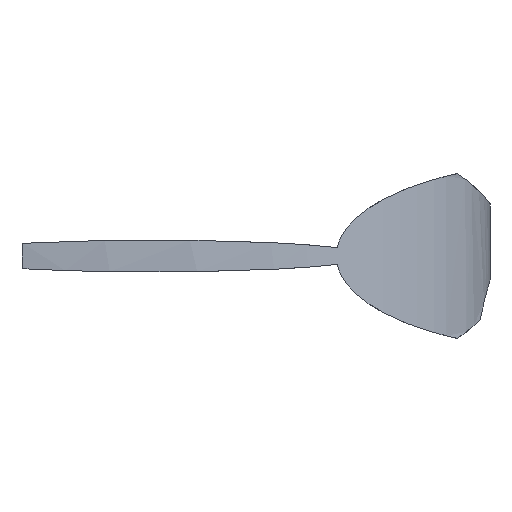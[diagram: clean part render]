
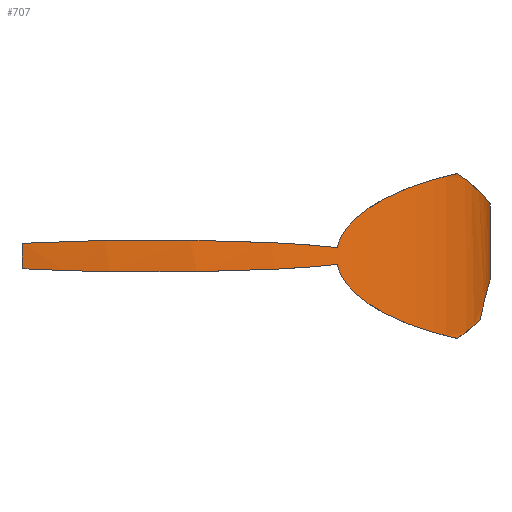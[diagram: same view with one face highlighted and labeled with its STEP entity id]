
A CAD part, front view. The second image highlights one B-rep face of the part: STEP entity #707.
In plain terms, the highlighted free-form (B-spline) face has degree [2, 1] with [3, 2] control points.
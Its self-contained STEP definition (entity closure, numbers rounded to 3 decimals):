
#259 = VERTEX_POINT('',#260);
#260 = CARTESIAN_POINT('',(92.911,-31.268,
    740.045));
#265 = EDGE_CURVE('',#266,#259,#268,.T.);
#266 = VERTEX_POINT('',#267);
#267 = CARTESIAN_POINT('',(104.625,0.,729.035));
#268 = B_SPLINE_CURVE_WITH_KNOTS('',5,(#269,#270,#271,#272,#273,#274,
    #275,#276,#277),.UNSPECIFIED.,.F.,.F.,(6,3,6),(0.,31.37,
    82.444),.UNSPECIFIED.);
#269 = CARTESIAN_POINT('',(104.625,0.,
    729.035));
#270 = CARTESIAN_POINT('',(104.625,-2.646,
    729.035));
#271 = CARTESIAN_POINT('',(104.424,-5.292,
    729.299));
#272 = CARTESIAN_POINT('',(104.021,-7.893,
    729.827));
#273 = CARTESIAN_POINT('',(102.506,-14.526,
    731.684));
#274 = CARTESIAN_POINT('',(99.887,-20.688,
    734.445));
#275 = CARTESIAN_POINT('',(97.899,-24.348,
    736.282));
#276 = CARTESIAN_POINT('',(95.57,-27.871,
    738.166));
#277 = CARTESIAN_POINT('',(92.911,-31.268,
    740.045));
#438 = VERTEX_POINT('',#439);
#439 = CARTESIAN_POINT('',(104.625,0.,
    701.676));
#514 = VERTEX_POINT('',#515);
#515 = CARTESIAN_POINT('',(-64.088,-77.553,
    714.851));
#522 = VERTEX_POINT('',#523);
#523 = CARTESIAN_POINT('',(-64.088,-77.553,
    705.635));
#528 = EDGE_CURVE('',#514,#522,#529,.T.);
#529 = B_SPLINE_CURVE_WITH_KNOTS('',4,(#530,#531,#532,#533,#534),
  .UNSPECIFIED.,.F.,.F.,(5,5),(440.12,462.056),
  .PIECEWISE_BEZIER_KNOTS.);
#530 = CARTESIAN_POINT('',(-64.088,-77.553,
    714.851));
#531 = CARTESIAN_POINT('',(-64.485,-77.513,
    712.559));
#532 = CARTESIAN_POINT('',(-64.621,-77.498,
    710.244));
#533 = CARTESIAN_POINT('',(-64.486,-77.513,707.928
    ));
#534 = CARTESIAN_POINT('',(-64.088,-77.553,
    705.635));
#547 = VERTEX_POINT('',#548);
#548 = CARTESIAN_POINT('',(49.417,-62.262,
    707.2));
#555 = EDGE_CURVE('',#547,#522,#556,.T.);
#556 = B_SPLINE_CURVE_WITH_KNOTS('',5,(#557,#558,#559,#560,#561,#562,
    #563,#564,#565,#566,#567,#568,#569,#570,#571,#572,#573,#574),
  .UNSPECIFIED.,.F.,.F.,(6,3,3,3,3,6),(0.,45.841,88.589,
    131.337,164.051,196.764),.UNSPECIFIED.);
#557 = CARTESIAN_POINT('',(49.417,-62.262,
    707.2));
#558 = CARTESIAN_POINT('',(45.761,-63.83,
    706.764));
#559 = CARTESIAN_POINT('',(41.652,-65.461,
    706.382));
#560 = CARTESIAN_POINT('',(37.229,-67.049,
    706.047));
#561 = CARTESIAN_POINT('',(28.123,-69.984,
    705.479));
#562 = CARTESIAN_POINT('',(18.148,-72.537,
    705.061));
#563 = CARTESIAN_POINT('',(13.164,-73.66,
    704.892));
#564 = CARTESIAN_POINT('',(2.918,-75.657,
    704.623));
#565 = CARTESIAN_POINT('',(-7.741,-77.122,
    704.487));
#566 = CARTESIAN_POINT('',(-13.137,-77.712,
    704.454));
#567 = CARTESIAN_POINT('',(-22.714,-78.498,
    704.455));
#568 = CARTESIAN_POINT('',(-32.29,-78.833,
    704.567));
#569 = CARTESIAN_POINT('',(-36.428,-78.895,
    704.636));
#570 = CARTESIAN_POINT('',(-44.64,-78.853,
    704.818));
#571 = CARTESIAN_POINT('',(-52.639,-78.498,
    705.088));
#572 = CARTESIAN_POINT('',(-56.563,-78.247,
    705.247));
#573 = CARTESIAN_POINT('',(-60.389,-77.928,
    705.428));
#574 = CARTESIAN_POINT('',(-64.088,-77.553,
    705.635));
#588 = VERTEX_POINT('',#589);
#589 = CARTESIAN_POINT('',(101.12,-17.359,
    687.397));
#596 = EDGE_CURVE('',#588,#597,#599,.T.);
#597 = VERTEX_POINT('',#598);
#598 = CARTESIAN_POINT('',(92.911,-31.268,
    680.442));
#599 = B_SPLINE_CURVE_WITH_KNOTS('',4,(#600,#601,#602,#603,#604),
  .UNSPECIFIED.,.F.,.F.,(5,5),(43.067,82.444),
  .PIECEWISE_BEZIER_KNOTS.);
#600 = CARTESIAN_POINT('',(101.12,-17.359,
    687.397));
#601 = CARTESIAN_POINT('',(99.607,-21.059,
    685.837));
#602 = CARTESIAN_POINT('',(97.709,-24.596,
    684.065));
#603 = CARTESIAN_POINT('',(95.473,-27.994,
    682.252));
#604 = CARTESIAN_POINT('',(92.911,-31.268,
    680.442));
#622 = VERTEX_POINT('',#623);
#623 = CARTESIAN_POINT('',(49.417,-62.262,
    713.286));
#628 = EDGE_CURVE('',#514,#622,#629,.T.);
#629 = B_SPLINE_CURVE_WITH_KNOTS('',5,(#630,#631,#632,#633,#634,#635,
    #636,#637,#638,#639,#640,#641,#642,#643,#644,#645,#646,#647),
  .UNSPECIFIED.,.F.,.F.,(6,3,3,3,3,6),(369.001,407.15,
    455.564,503.978,534.82,565.661),
  .UNSPECIFIED.);
#630 = CARTESIAN_POINT('',(-64.088,-77.553,
    714.851));
#631 = CARTESIAN_POINT('',(-59.762,-77.992,
    715.093));
#632 = CARTESIAN_POINT('',(-55.265,-78.353,
    715.3));
#633 = CARTESIAN_POINT('',(-50.648,-78.619,
    715.476));
#634 = CARTESIAN_POINT('',(-39.991,-78.988,715.803
    ));
#635 = CARTESIAN_POINT('',(-29.025,-78.797,
    715.977));
#636 = CARTESIAN_POINT('',(-22.85,-78.505,
    716.029));
#637 = CARTESIAN_POINT('',(-10.529,-77.543,
    716.043));
#638 = CARTESIAN_POINT('',(1.525,-75.85,715.881)
  );
#639 = CARTESIAN_POINT('',(7.431,-74.828,715.757
    ));
#640 = CARTESIAN_POINT('',(16.828,-72.887,
    715.485));
#641 = CARTESIAN_POINT('',(25.664,-70.568,
    715.096));
#642 = CARTESIAN_POINT('',(29.016,-69.611,
    714.926));
#643 = CARTESIAN_POINT('',(35.501,-67.608,
    714.549));
#644 = CARTESIAN_POINT('',(41.465,-65.48,
    714.095));
#645 = CARTESIAN_POINT('',(44.293,-64.4,
    713.848));
#646 = CARTESIAN_POINT('',(46.957,-63.317,
    713.58));
#647 = CARTESIAN_POINT('',(49.417,-62.262,
    713.286));
#664 = EDGE_CURVE('',#588,#438,#665,.T.);
#665 = B_SPLINE_CURVE_WITH_KNOTS('',5,(#666,#667,#668,#669,#670,#671),
  .UNSPECIFIED.,.F.,.F.,(6,6),(50.763,112.354),
  .PIECEWISE_BEZIER_KNOTS.);
#666 = CARTESIAN_POINT('',(101.12,-17.359,
    687.397));
#667 = CARTESIAN_POINT('',(102.256,-14.581,
    692.801));
#668 = CARTESIAN_POINT('',(103.352,-11.319,
    697.134));
#669 = CARTESIAN_POINT('',(104.202,-7.683,
    700.162));
#670 = CARTESIAN_POINT('',(104.625,-3.841,
    701.676));
#671 = CARTESIAN_POINT('',(104.625,0.,
    701.676));
#684 = EDGE_CURVE('',#547,#597,#685,.T.);
#685 = B_SPLINE_CURVE_WITH_KNOTS('',5,(#686,#687,#688,#689,#690,#691,
    #692,#693,#694,#695,#696,#697),.UNSPECIFIED.,.F.,.F.,(6,3,3,6),(0.,
    31.317,73.118,138.344),.UNSPECIFIED.);
#686 = CARTESIAN_POINT('',(49.417,-62.262,
    707.2));
#687 = CARTESIAN_POINT('',(49.886,-62.061,
    705.102));
#688 = CARTESIAN_POINT('',(50.754,-61.686,
    703.041));
#689 = CARTESIAN_POINT('',(51.995,-61.143,
    701.061));
#690 = CARTESIAN_POINT('',(55.593,-59.504,
    696.688));
#691 = CARTESIAN_POINT('',(60.474,-57.06,
    692.956));
#692 = CARTESIAN_POINT('',(63.529,-55.422,
    691.055));
#693 = CARTESIAN_POINT('',(71.666,-50.675,
    686.752));
#694 = CARTESIAN_POINT('',(80.02,-44.619,
    683.761));
#695 = CARTESIAN_POINT('',(84.837,-40.506,
    682.352));
#696 = CARTESIAN_POINT('',(89.181,-36.034,
    681.268));
#697 = CARTESIAN_POINT('',(92.911,-31.268,
    680.442));
#707 = ADVANCED_FACE('',(#708),#737,.T.);
#708 = FACE_BOUND('',#709,.T.);
#709 = EDGE_LOOP('',(#710,#711,#712,#713,#714,#715,#720,#721,#736));
#710 = ORIENTED_EDGE('',*,*,#528,.T.);
#711 = ORIENTED_EDGE('',*,*,#555,.F.);
#712 = ORIENTED_EDGE('',*,*,#684,.T.);
#713 = ORIENTED_EDGE('',*,*,#596,.F.);
#714 = ORIENTED_EDGE('',*,*,#664,.T.);
#715 = ORIENTED_EDGE('',*,*,#716,.T.);
#716 = EDGE_CURVE('',#438,#266,#717,.T.);
#717 = B_SPLINE_CURVE_WITH_KNOTS('',1,(#718,#719),.UNSPECIFIED.,.F.,.F.,
  (2,2),(-8.837,19.384),.PIECEWISE_BEZIER_KNOTS.);
#718 = CARTESIAN_POINT('',(104.625,0.,
    701.676));
#719 = CARTESIAN_POINT('',(104.625,0.,
    729.035));
#720 = ORIENTED_EDGE('',*,*,#265,.T.);
#721 = ORIENTED_EDGE('',*,*,#722,.F.);
#722 = EDGE_CURVE('',#622,#259,#723,.T.);
#723 = B_SPLINE_CURVE_WITH_KNOTS('',5,(#724,#725,#726,#727,#728,#729,
    #730,#731,#732,#733,#734,#735),.UNSPECIFIED.,.F.,.F.,(6,3,3,6),(0.,
    31.317,73.118,138.344),.UNSPECIFIED.);
#724 = CARTESIAN_POINT('',(49.417,-62.262,
    713.286));
#725 = CARTESIAN_POINT('',(49.886,-62.061,
    715.385));
#726 = CARTESIAN_POINT('',(50.754,-61.686,
    717.445));
#727 = CARTESIAN_POINT('',(51.995,-61.143,
    719.426));
#728 = CARTESIAN_POINT('',(55.593,-59.504,
    723.798));
#729 = CARTESIAN_POINT('',(60.474,-57.06,
    727.53));
#730 = CARTESIAN_POINT('',(63.529,-55.422,
    729.431));
#731 = CARTESIAN_POINT('',(71.666,-50.675,
    733.735));
#732 = CARTESIAN_POINT('',(80.02,-44.619,
    736.725));
#733 = CARTESIAN_POINT('',(84.837,-40.506,
    738.134));
#734 = CARTESIAN_POINT('',(89.181,-36.034,
    739.219));
#735 = CARTESIAN_POINT('',(92.911,-31.268,
    740.045));
#736 = ORIENTED_EDGE('',*,*,#628,.F.);
#737 = ( BOUNDED_SURFACE() B_SPLINE_SURFACE(2,1,(
    (#738,#739)
    ,(#740,#741)
,(#742,#743
    )),.UNSPECIFIED.,.F.,.F.,.F.) B_SPLINE_SURFACE_WITH_KNOTS((3,3),(2,2
    ),(4.528,6.283),(-30.741,30.741),
.PIECEWISE_BEZIER_KNOTS.) GEOMETRIC_REPRESENTATION_ITEM() 
RATIONAL_B_SPLINE_SURFACE((
    (1.,1.)
    ,(0.639,0.639)
,(1.,1.))) REPRESENTATION_ITEM('') SURFACE() );
#738 = CARTESIAN_POINT('',(-64.488,-77.512,
    680.442));
#739 = CARTESIAN_POINT('',(-64.488,-77.512,
    740.045));
#740 = CARTESIAN_POINT('',(104.625,-94.94,
    680.442));
#741 = CARTESIAN_POINT('',(104.625,-94.94,
    740.045));
#742 = CARTESIAN_POINT('',(104.625,0.,
    680.442));
#743 = CARTESIAN_POINT('',(104.625,0.,
    740.045));
